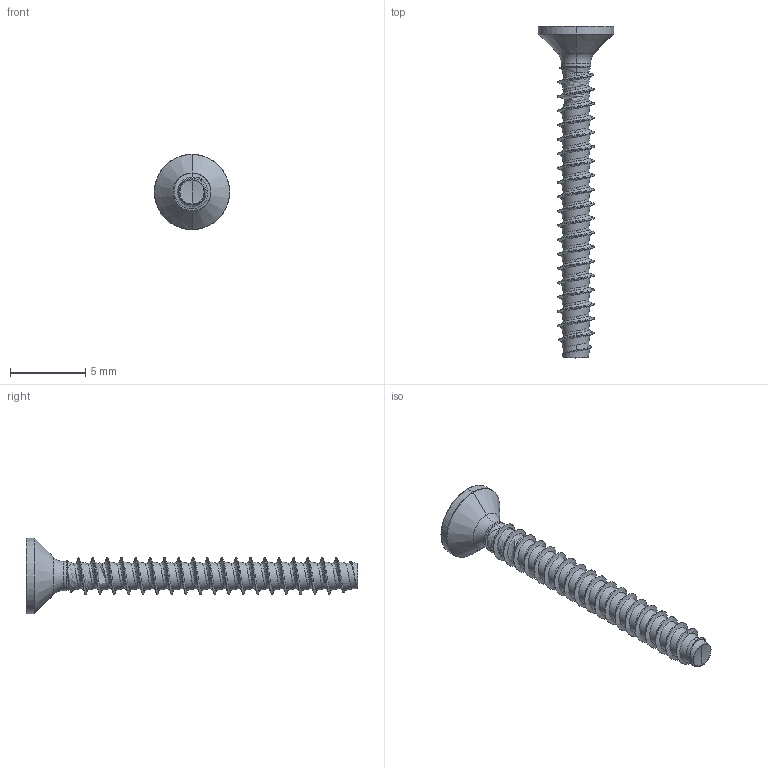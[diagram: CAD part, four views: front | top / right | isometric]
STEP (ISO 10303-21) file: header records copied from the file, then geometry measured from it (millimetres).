
FILE_DESCRIPTION (( 'STEP AP203' ), '1' );
FILE_NAME ('STP410250220.STEP', '2017-08-16T13:39:31', ( '' ), ( '' ), 'SwSTEP 2.0', 'SolidWorks 2015', '' );
FILE_SCHEMA (( 'CONFIG_CONTROL_DESIGN' ));
Length unit declared in the file: millimetre
Products named in the file (1): STP410250220
Bounding box: 5 x 22 x 5 mm (x, y, z)
Volume: 77.8 mm3; surface area: 242.6 mm2
Topology: 1 solids, 1 shells, 123 faces, 317 edges, 196 vertices
Faces by surface type: cylinder 65, bspline 35, cone 13, torus 6, sphere 2, plane 2
Entity records: 32020 total; most frequent: CARTESIAN_POINT 29445, ORIENTED_EDGE 630, DIRECTION 378, EDGE_CURVE 315, VERTEX_POINT 196, AXIS2_PLACEMENT_3D 148, B_SPLINE_CURVE_WITH_KNOTS 133, EDGE_LOOP 125
